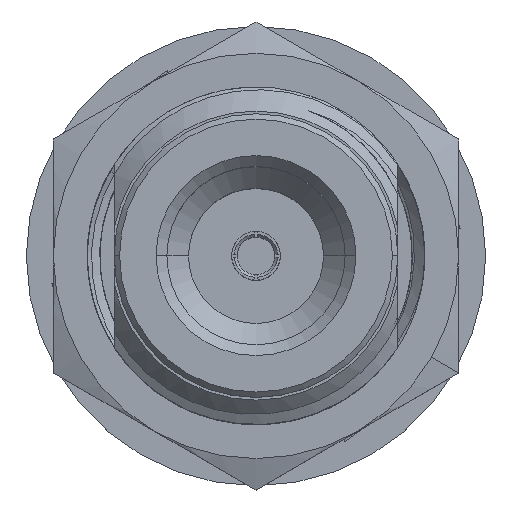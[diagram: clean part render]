
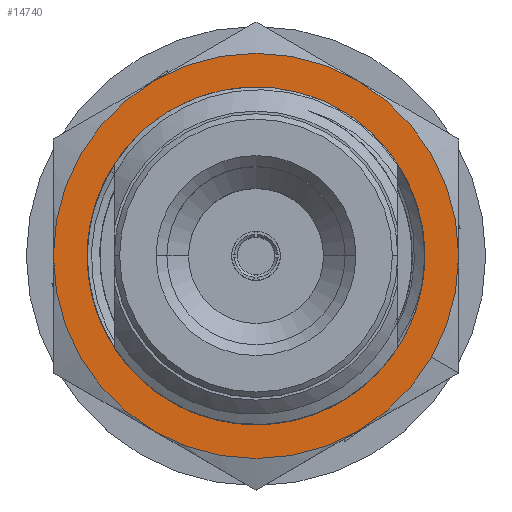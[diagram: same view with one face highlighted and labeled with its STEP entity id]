
A CAD part, top view. The second image highlights one B-rep face of the part: STEP entity #14740.
In plain terms, the highlighted planar face has unit normal (0, 0, 1).
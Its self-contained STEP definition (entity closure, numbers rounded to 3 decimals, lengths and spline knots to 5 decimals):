
#55 = DIRECTION ( 'NONE',  ( 0., 0., 1. ) ) ;
#1853 = CARTESIAN_POINT ( 'NONE',  ( 0., 0., -0.385 ) ) ;
#4966 = CARTESIAN_POINT ( 'NONE',  ( 0., 0., -0.385 ) ) ;
#5188 = DIRECTION ( 'NONE',  ( 0.866, -0.5, 0. ) ) ;
#5353 = EDGE_CURVE ( 'NONE', #29923, #53317, #18849, .T. ) ;
#6058 = CARTESIAN_POINT ( 'NONE',  ( 0.32476, -0.1875, -0.385 ) ) ;
#6171 = DIRECTION ( 'NONE',  ( 0.866, -0.5, 0. ) ) ;
#8204 = DIRECTION ( 'NONE',  ( 0., 0., 1. ) ) ;
#8908 = CARTESIAN_POINT ( 'NONE',  ( 0., 0., -0.385 ) ) ;
#9498 = VERTEX_POINT ( 'NONE', #49448 ) ;
#9587 = DIRECTION ( 'NONE',  ( 0., 0., 1. ) ) ;
#10207 = CARTESIAN_POINT ( 'NONE',  ( 0., 0., -0.385 ) ) ;
#10469 = EDGE_CURVE ( 'NONE', #22320, #66678, #13793, .T. ) ;
#10672 = CIRCLE ( 'NONE', #66168, 0.375 ) ;
#11635 = CIRCLE ( 'NONE', #52477, 0.375 ) ;
#13067 = CARTESIAN_POINT ( 'NONE',  ( 0., 0., -0.385 ) ) ;
#13793 = CIRCLE ( 'NONE', #55298, 0.375 ) ;
#13852 = ORIENTED_EDGE ( 'NONE', *, *, #57317, .T. ) ;
#14600 = DIRECTION ( 'NONE',  ( 0., 0., 1. ) ) ;
#14740 = ADVANCED_FACE ( 'NONE', ( #39371, #78879 ), #36912, .T. ) ;
#15377 = EDGE_CURVE ( 'NONE', #59736, #22619, #61075, .T. ) ;
#15774 = CARTESIAN_POINT ( 'NONE',  ( 0.30456, -0.07001, -0.385 ) ) ;
#17878 = CARTESIAN_POINT ( 'NONE',  ( 0., 0., -0.385 ) ) ;
#18562 = CARTESIAN_POINT ( 'NONE',  ( 0., 0., -0.385 ) ) ;
#18849 = CIRCLE ( 'NONE', #81617, 0.3125 ) ;
#22320 = VERTEX_POINT ( 'NONE', #51401 ) ;
#22619 = VERTEX_POINT ( 'NONE', #62739 ) ;
#23675 = DIRECTION ( 'NONE',  ( 0., 0., 1. ) ) ;
#25398 = ORIENTED_EDGE ( 'NONE', *, *, #56031, .T. ) ;
#26878 = EDGE_CURVE ( 'NONE', #53317, #74391, #58364, .T. ) ;
#29390 = AXIS2_PLACEMENT_3D ( 'NONE', #18562, #55, #30717 ) ;
#29923 = VERTEX_POINT ( 'NONE', #48739 ) ;
#30513 = AXIS2_PLACEMENT_3D ( 'NONE', #55334, #74671, #42597 ) ;
#30717 = DIRECTION ( 'NONE',  ( 0.866, -0.5, 0. ) ) ;
#31638 = CARTESIAN_POINT ( 'NONE',  ( 0.1875, -0.32476, -0.385 ) ) ;
#32147 = CIRCLE ( 'NONE', #57453, 0.375 ) ;
#33628 = DIRECTION ( 'NONE',  ( 0.866, -0.5, 0. ) ) ;
#35310 = DIRECTION ( 'NONE',  ( 0., 0., 1. ) ) ;
#35320 = EDGE_LOOP ( 'NONE', ( #25398, #13852, #71611, #43709, #66474, #73884, #47494 ) ) ;
#36912 = PLANE ( 'NONE',  #47375 ) ;
#38635 = EDGE_CURVE ( 'NONE', #66678, #9498, #10672, .T. ) ;
#39371 = FACE_BOUND ( 'NONE', #75325, .T. ) ;
#39418 = CARTESIAN_POINT ( 'NONE',  ( -0.375, 0., -0.385 ) ) ;
#40111 = VERTEX_POINT ( 'NONE', #6058 ) ;
#40218 = DIRECTION ( 'NONE',  ( 0.866, -0.5, 0. ) ) ;
#41012 = CARTESIAN_POINT ( 'NONE',  ( 0., 0., -0.385 ) ) ;
#42270 = ORIENTED_EDGE ( 'NONE', *, *, #26878, .F. ) ;
#42597 = DIRECTION ( 'NONE',  ( 0.866, -0.5, 0. ) ) ;
#43636 = EDGE_CURVE ( 'NONE', #22619, #22320, #11635, .T. ) ;
#43709 = ORIENTED_EDGE ( 'NONE', *, *, #43636, .T. ) ;
#45432 = DIRECTION ( 'NONE',  ( 0., 0., 1. ) ) ;
#47375 = AXIS2_PLACEMENT_3D ( 'NONE', #62314, #45432, #51786 ) ;
#47494 = ORIENTED_EDGE ( 'NONE', *, *, #67843, .T. ) ;
#48617 = AXIS2_PLACEMENT_3D ( 'NONE', #17878, #23675, #5188 ) ;
#48739 = CARTESIAN_POINT ( 'NONE',  ( 0.16585, -0.26486, -0.385 ) ) ;
#49448 = CARTESIAN_POINT ( 'NONE',  ( -0.1875, -0.32476, -0.385 ) ) ;
#51136 = CARTESIAN_POINT ( 'NONE',  ( 0.27063, -0.15625, -0.385 ) ) ;
#51279 = AXIS2_PLACEMENT_3D ( 'NONE', #1853, #8204, #71179 ) ;
#51401 = CARTESIAN_POINT ( 'NONE',  ( -0.1875, 0.32476, -0.385 ) ) ;
#51786 = DIRECTION ( 'NONE',  ( 0.866, -0.5, 0. ) ) ;
#52477 = AXIS2_PLACEMENT_3D ( 'NONE', #13067, #56145, #6171 ) ;
#52890 = CIRCLE ( 'NONE', #29390, 0.375 ) ;
#53317 = VERTEX_POINT ( 'NONE', #51136 ) ;
#55298 = AXIS2_PLACEMENT_3D ( 'NONE', #4966, #67361, #61258 ) ;
#55334 = CARTESIAN_POINT ( 'NONE',  ( 0., 0., -0.385 ) ) ;
#56031 = EDGE_CURVE ( 'NONE', #69826, #40111, #52890, .T. ) ;
#56145 = DIRECTION ( 'NONE',  ( 0., 0., 1. ) ) ;
#57317 = EDGE_CURVE ( 'NONE', #40111, #59736, #32147, .T. ) ;
#57453 = AXIS2_PLACEMENT_3D ( 'NONE', #10207, #35310, #79211 ) ;
#58228 = CARTESIAN_POINT ( 'NONE',  ( 0., 0., -0.385 ) ) ;
#58364 = CIRCLE ( 'NONE', #48617, 0.3125 ) ;
#59561 = CIRCLE ( 'NONE', #51279, 0.375 ) ;
#59736 = VERTEX_POINT ( 'NONE', #64491 ) ;
#60091 = EDGE_CURVE ( 'NONE', #74391, #29923, #73613, .T. ) ;
#61075 = CIRCLE ( 'NONE', #30513, 0.375 ) ;
#61258 = DIRECTION ( 'NONE',  ( 0.866, -0.5, 0. ) ) ;
#62314 = CARTESIAN_POINT ( 'NONE',  ( 0., 0., -0.385 ) ) ;
#62739 = CARTESIAN_POINT ( 'NONE',  ( 0.1875, 0.32476, -0.385 ) ) ;
#62753 = AXIS2_PLACEMENT_3D ( 'NONE', #8908, #71873, #65513 ) ;
#64491 = CARTESIAN_POINT ( 'NONE',  ( 0.375, 0., -0.385 ) ) ;
#64656 = ORIENTED_EDGE ( 'NONE', *, *, #5353, .F. ) ;
#65513 = DIRECTION ( 'NONE',  ( 0.866, -0.5, 0. ) ) ;
#66168 = AXIS2_PLACEMENT_3D ( 'NONE', #41012, #9587, #33628 ) ;
#66474 = ORIENTED_EDGE ( 'NONE', *, *, #10469, .T. ) ;
#66678 = VERTEX_POINT ( 'NONE', #39418 ) ;
#67361 = DIRECTION ( 'NONE',  ( 0., 0., 1. ) ) ;
#67843 = EDGE_CURVE ( 'NONE', #9498, #69826, #59561, .T. ) ;
#69826 = VERTEX_POINT ( 'NONE', #31638 ) ;
#71169 = ORIENTED_EDGE ( 'NONE', *, *, #60091, .F. ) ;
#71179 = DIRECTION ( 'NONE',  ( 0.866, -0.5, 0. ) ) ;
#71611 = ORIENTED_EDGE ( 'NONE', *, *, #15377, .T. ) ;
#71873 = DIRECTION ( 'NONE',  ( 0., 0., 1. ) ) ;
#73613 = CIRCLE ( 'NONE', #62753, 0.3125 ) ;
#73884 = ORIENTED_EDGE ( 'NONE', *, *, #38635, .T. ) ;
#74391 = VERTEX_POINT ( 'NONE', #15774 ) ;
#74671 = DIRECTION ( 'NONE',  ( 0., 0., 1. ) ) ;
#75325 = EDGE_LOOP ( 'NONE', ( #71169, #42270, #64656 ) ) ;
#78879 = FACE_OUTER_BOUND ( 'NONE', #35320, .T. ) ;
#79211 = DIRECTION ( 'NONE',  ( 0.866, -0.5, 0. ) ) ;
#81617 = AXIS2_PLACEMENT_3D ( 'NONE', #58228, #14600, #40218 ) ;
